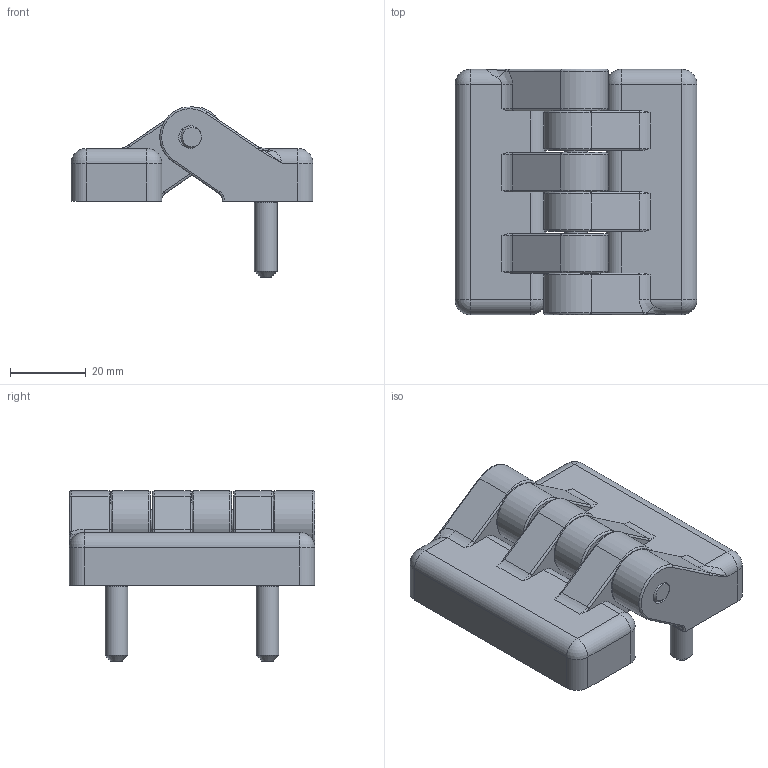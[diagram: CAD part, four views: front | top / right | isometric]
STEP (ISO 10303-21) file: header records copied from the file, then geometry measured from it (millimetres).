
FILE_DESCRIPTION(/* description */ ('File step'),/* implementation_level */ '2;1');
FILE_NAME(/* name */ '6388310',/* time_stamp */ '2022-02-21T13:47:17+01:00',/* author */ ('Zorzan D.'),/* organization */ ('Gamm Srl.'),/* preprocessor_version */ 'ST-DEVELOPER v16.7',/* originating_system */ 'Solid Edge',/* authorisation */ 'Unknown');
FILE_SCHEMA (('CONFIG_CONTROL_DESIGN'));
Length unit declared in the file: millimetre
Products named in the file (1): Parte12
Bounding box: 64 x 64.9 x 44.98 mm (x, y, z)
Volume: 45886.7 mm3; surface area: 25155.2 mm2
Topology: 1 solids, 3 shells, 266 faces, 687 edges, 422 vertices
Faces by surface type: plane 107, cylinder 97, torus 38, cone 10, bspline 8, sphere 6
Full cylindrical faces by diameter (mm): 4.917 x2, 6 x8, 14.5 x4
Entity records: 9762 total; most frequent: CARTESIAN_POINT 1549, DIRECTION 1394, ORIENTED_EDGE 1276, EDGE_CURVE 638, AXIS2_PLACEMENT_3D 538, VERTEX_POINT 406, LINE 318, VECTOR 318
